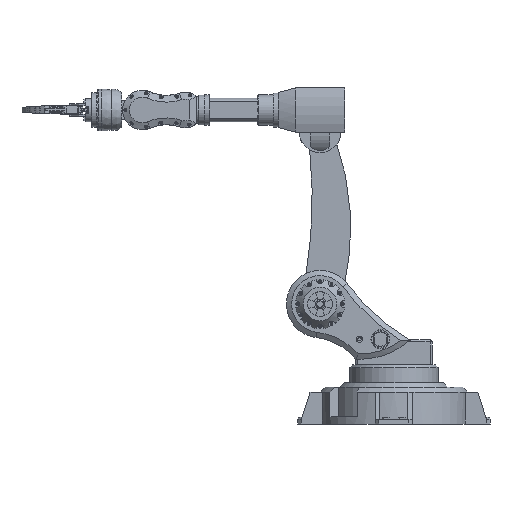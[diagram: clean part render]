
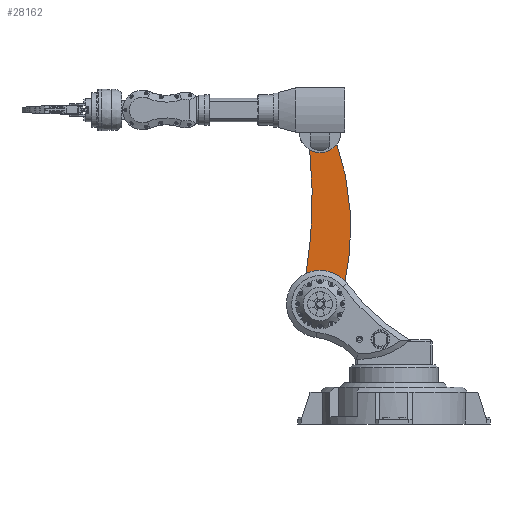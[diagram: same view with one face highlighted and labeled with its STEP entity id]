
A CAD part, front view. The second image highlights one B-rep face of the part: STEP entity #28162.
In plain terms, the highlighted face is planar.
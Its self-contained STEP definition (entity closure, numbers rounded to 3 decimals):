
#607=FACE_BOUND('',#4245,.T.);
#608=FACE_BOUND('',#4246,.T.);
#1308=PLANE('',#30279);
#2420=FACE_OUTER_BOUND('',#4244,.T.);
#4244=EDGE_LOOP('',(#19710,#19711,#19712,#19713));
#4245=EDGE_LOOP('',(#19714));
#4246=EDGE_LOOP('',(#19715));
#10430=CIRCLE('',#30152,15.);
#10432=CIRCLE('',#30156,15.);
#10493=CIRCLE('',#30271,35.);
#10497=CIRCLE('',#30280,1007.);
#10498=CIRCLE('',#30281,57.5);
#10499=CIRCLE('',#30282,530.);
#12065=VERTEX_POINT('',#43841);
#12067=VERTEX_POINT('',#43848);
#12131=VERTEX_POINT('',#44120);
#12132=VERTEX_POINT('',#44133);
#12136=VERTEX_POINT('',#44164);
#12137=VERTEX_POINT('',#44166);
#14957=EDGE_CURVE('',#12065,#12065,#10430,.T.);
#14960=EDGE_CURVE('',#12067,#12067,#10432,.T.);
#15051=EDGE_CURVE('',#12131,#12132,#10493,.T.);
#15058=EDGE_CURVE('',#12136,#12131,#10497,.T.);
#15059=EDGE_CURVE('',#12137,#12136,#10498,.T.);
#15060=EDGE_CURVE('',#12137,#12132,#10499,.T.);
#19710=ORIENTED_EDGE('',*,*,#15051,.F.);
#19711=ORIENTED_EDGE('',*,*,#15058,.F.);
#19712=ORIENTED_EDGE('',*,*,#15059,.F.);
#19713=ORIENTED_EDGE('',*,*,#15060,.T.);
#19714=ORIENTED_EDGE('',*,*,#14957,.T.);
#19715=ORIENTED_EDGE('',*,*,#14960,.T.);
#28162=ADVANCED_FACE('',(#2420,#607,#608),#1308,.F.);
#30152=AXIS2_PLACEMENT_3D('',#43843,#34221,#34222);
#30156=AXIS2_PLACEMENT_3D('',#43850,#34230,#34231);
#30271=AXIS2_PLACEMENT_3D('',#44134,#34487,#34488);
#30279=AXIS2_PLACEMENT_3D('',#44163,#34505,#34506);
#30280=AXIS2_PLACEMENT_3D('',#44165,#34507,#34508);
#30281=AXIS2_PLACEMENT_3D('',#44167,#34509,#34510);
#30282=AXIS2_PLACEMENT_3D('',#44168,#34511,#34512);
#34221=DIRECTION('center_axis',(0.,0.,1.));
#34222=DIRECTION('ref_axis',(1.,0.,0.));
#34230=DIRECTION('center_axis',(0.,0.,1.));
#34231=DIRECTION('ref_axis',(1.,0.,0.));
#34487=DIRECTION('center_axis',(0.,0.,1.));
#34488=DIRECTION('ref_axis',(1.,0.,0.));
#34505=DIRECTION('center_axis',(0.,0.,1.));
#34506=DIRECTION('ref_axis',(1.,0.,0.));
#34507=DIRECTION('center_axis',(0.,0.,-1.));
#34508=DIRECTION('ref_axis',(0.133,0.991,0.));
#34509=DIRECTION('center_axis',(0.,0.,1.));
#34510=DIRECTION('ref_axis',(1.,0.,0.));
#34511=DIRECTION('center_axis',(0.,0.,-1.));
#34512=DIRECTION('ref_axis',(0.369,0.929,0.));
#43841=CARTESIAN_POINT('',(335.,0.,0.));
#43843=CARTESIAN_POINT('Origin',(350.,0.,0.));
#43848=CARTESIAN_POINT('',(-15.,0.,0.));
#43850=CARTESIAN_POINT('Origin',(0.,0.,
0.));
#44120=CARTESIAN_POINT('',(322.537,-21.697,0.));
#44133=CARTESIAN_POINT('',(333.922,31.088,0.));
#44134=CARTESIAN_POINT('Origin',(350.,0.,0.));
#44163=CARTESIAN_POINT('Origin',(0.,0.,0.));
#44164=CARTESIAN_POINT('',(49.058,-29.993,0.));
#44165=CARTESIAN_POINT('Origin',(216.047,-1023.051,0.));
#44166=CARTESIAN_POINT('',(31.577,48.054,0.));
#44167=CARTESIAN_POINT('Origin',(0.,0.,0.));
#44168=CARTESIAN_POINT('Origin',(154.294,-467.544,0.));
